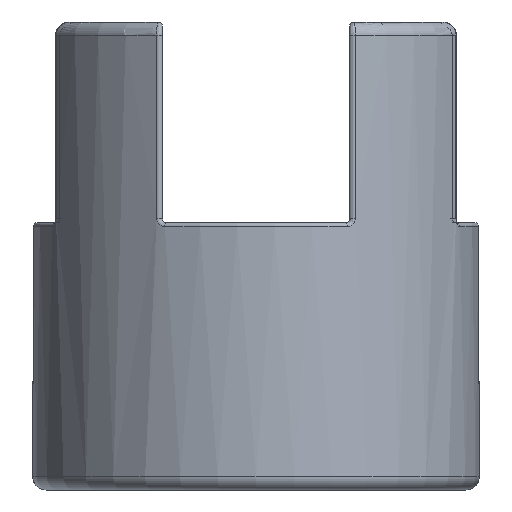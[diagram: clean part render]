
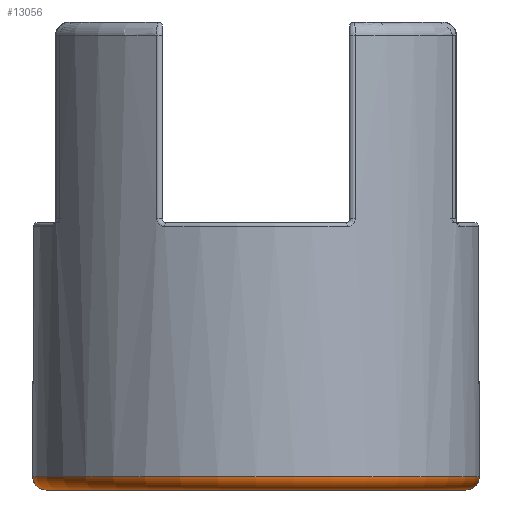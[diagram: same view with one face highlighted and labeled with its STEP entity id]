
A CAD part, front view. The second image highlights one B-rep face of the part: STEP entity #13056.
In plain terms, the highlighted toroidal (fillet/blend) face has major radius 15.7 mm and minor radius 1 mm.
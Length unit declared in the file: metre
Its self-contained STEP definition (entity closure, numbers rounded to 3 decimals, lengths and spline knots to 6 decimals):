
#365=TOROIDAL_SURFACE('',#14285,0.0157,0.001);
#3438=ORIENTED_EDGE('',*,*,#7440,.F.);
#3439=ORIENTED_EDGE('',*,*,#7379,.F.);
#3440=ORIENTED_EDGE('',*,*,#7441,.F.);
#3441=ORIENTED_EDGE('',*,*,#6715,.F.);
#6715=EDGE_CURVE('',#8829,#8830,#9986,.T.);
#7379=EDGE_CURVE('',#9353,#9354,#10204,.F.);
#7440=EDGE_CURVE('',#9354,#8829,#10262,.T.);
#7441=EDGE_CURVE('',#8830,#9353,#10263,.T.);
#8829=VERTEX_POINT('',#19223);
#8830=VERTEX_POINT('',#19225);
#9353=VERTEX_POINT('',#21554);
#9354=VERTEX_POINT('',#21556);
#9986=CIRCLE('',#13866,0.0167);
#10204=CIRCLE('',#14189,0.0157);
#10262=CIRCLE('',#14286,0.001);
#10263=CIRCLE('',#14287,0.001);
#11001=EDGE_LOOP('',(#3438,#3439,#3440,#3441));
#11907=FACE_BOUND('',#11001,.T.);
#13056=ADVANCED_FACE('',(#11907),#365,.T.);
#13866=AXIS2_PLACEMENT_3D('',#19224,#15490,#15491);
#14189=AXIS2_PLACEMENT_3D('',#21555,#16260,#16261);
#14285=AXIS2_PLACEMENT_3D('',#21684,#16455,#16456);
#14286=AXIS2_PLACEMENT_3D('',#21685,#16457,#16458);
#14287=AXIS2_PLACEMENT_3D('',#21686,#16459,#16460);
#15490=DIRECTION('',(0.,0.,1.));
#15491=DIRECTION('',(1.,0.,0.));
#16260=DIRECTION('',(0.,0.,1.));
#16261=DIRECTION('',(1.,0.,0.));
#16455=DIRECTION('',(0.,0.,1.));
#16456=DIRECTION('',(1.,0.,0.));
#16457=DIRECTION('',(0.932,0.362,0.));
#16458=DIRECTION('',(-0.362,0.932,0.));
#16459=DIRECTION('',(-0.932,0.362,0.));
#16460=DIRECTION('',(-0.362,-0.932,0.));
#19223=CARTESIAN_POINT('',(-0.006039,-0.248432,0.001));
#19224=CARTESIAN_POINT('',(0.000005,-0.264,0.001));
#19225=CARTESIAN_POINT('',(0.006049,-0.248432,0.001));
#21554=CARTESIAN_POINT('',(0.005687,-0.249364,0.));
#21555=CARTESIAN_POINT('',(0.000005,-0.264,0.));
#21556=CARTESIAN_POINT('',(-0.005677,-0.249364,0.));
#21684=CARTESIAN_POINT('',(0.000005,-0.264,0.001));
#21685=CARTESIAN_POINT('',(-0.005677,-0.249364,0.001));
#21686=CARTESIAN_POINT('',(0.005687,-0.249364,0.001));
